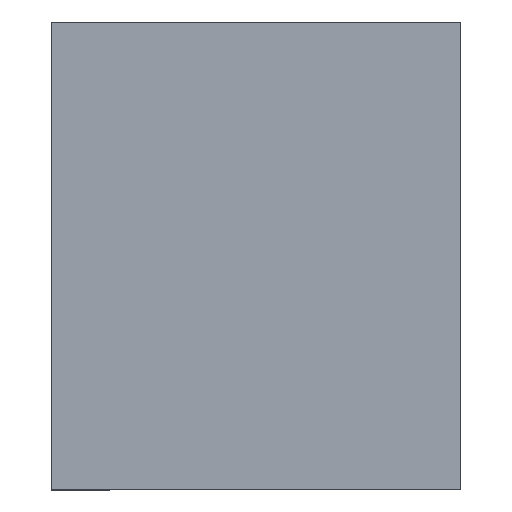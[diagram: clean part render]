
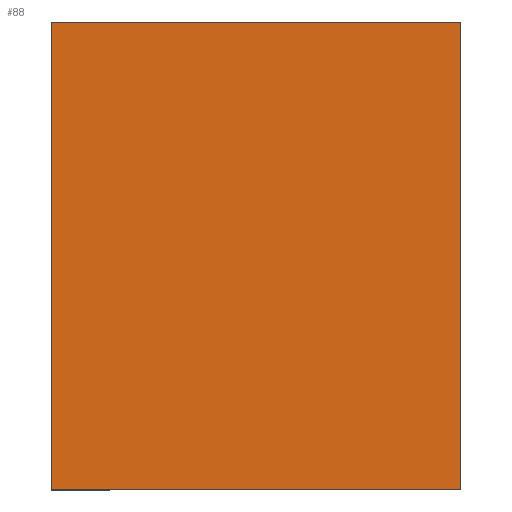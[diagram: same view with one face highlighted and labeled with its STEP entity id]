
A CAD part, top view. The second image highlights one B-rep face of the part: STEP entity #88.
In plain terms, the highlighted planar face has unit normal (0, 0, 1).
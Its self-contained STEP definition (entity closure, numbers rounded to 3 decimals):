
#24 = VERTEX_POINT('',#25);
#25 = CARTESIAN_POINT('',(8.89,-10.16,1.6));
#31 = EDGE_CURVE('',#24,#32,#34,.T.);
#32 = VERTEX_POINT('',#33);
#33 = CARTESIAN_POINT('',(8.89,10.16,1.6));
#34 = LINE('',#35,#36);
#35 = CARTESIAN_POINT('',(8.89,-10.16,1.6));
#36 = VECTOR('',#37,1.);
#37 = DIRECTION('',(0.,1.,0.));
#88 = ADVANCED_FACE('',(#89),#114,.T.);
#89 = FACE_BOUND('',#90,.T.);
#90 = EDGE_LOOP('',(#91,#101,#107,#108));
#91 = ORIENTED_EDGE('',*,*,#92,.T.);
#92 = EDGE_CURVE('',#93,#95,#97,.T.);
#93 = VERTEX_POINT('',#94);
#94 = CARTESIAN_POINT('',(-8.89,10.16,1.6));
#95 = VERTEX_POINT('',#96);
#96 = CARTESIAN_POINT('',(-8.89,-10.16,1.6));
#97 = LINE('',#98,#99);
#98 = CARTESIAN_POINT('',(-8.89,10.16,1.6));
#99 = VECTOR('',#100,1.);
#100 = DIRECTION('',(0.,-1.,0.));
#101 = ORIENTED_EDGE('',*,*,#102,.T.);
#102 = EDGE_CURVE('',#95,#24,#103,.T.);
#103 = LINE('',#104,#105);
#104 = CARTESIAN_POINT('',(-8.89,-10.16,1.6));
#105 = VECTOR('',#106,1.);
#106 = DIRECTION('',(1.,0.,0.));
#107 = ORIENTED_EDGE('',*,*,#31,.T.);
#108 = ORIENTED_EDGE('',*,*,#109,.T.);
#109 = EDGE_CURVE('',#32,#93,#110,.T.);
#110 = LINE('',#111,#112);
#111 = CARTESIAN_POINT('',(8.89,10.16,1.6));
#112 = VECTOR('',#113,1.);
#113 = DIRECTION('',(-1.,0.,0.));
#114 = PLANE('',#115);
#115 = AXIS2_PLACEMENT_3D('',#116,#117,#118);
#116 = CARTESIAN_POINT('',(0.,0.,1.6));
#117 = DIRECTION('',(0.,0.,1.));
#118 = DIRECTION('',(1.,0.,0.));
